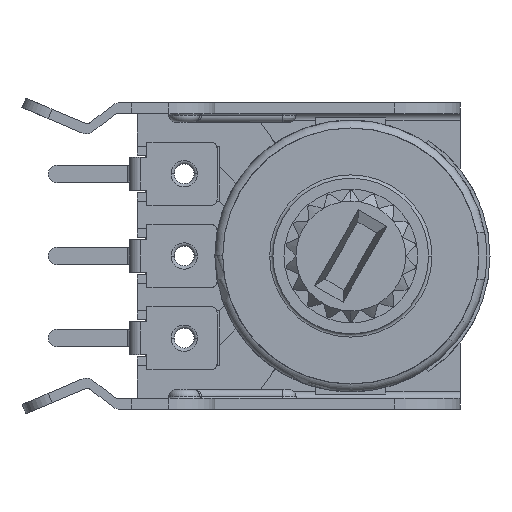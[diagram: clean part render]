
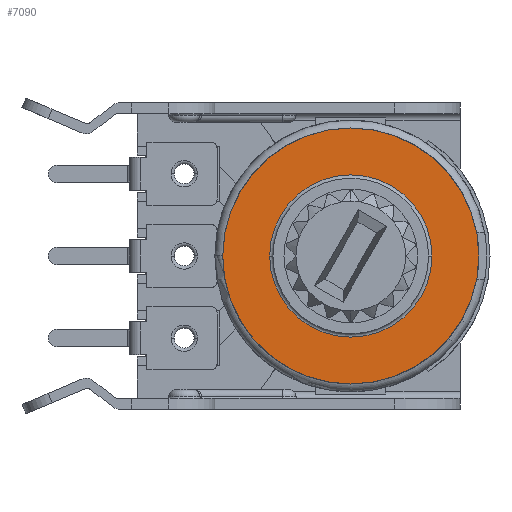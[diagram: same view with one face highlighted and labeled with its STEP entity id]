
A CAD part, front view. The second image highlights one B-rep face of the part: STEP entity #7090.
In plain terms, the highlighted planar face has unit normal (0, -1, 0).
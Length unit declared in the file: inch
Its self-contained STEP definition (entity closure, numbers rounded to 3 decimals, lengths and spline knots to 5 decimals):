
#249 = EDGE_CURVE ( 'NONE', #14094, #10939, #970, .T. ) ;
#328 = DIRECTION ( 'NONE',  ( 0., -1., 0. ) ) ;
#471 = CARTESIAN_POINT ( 'NONE',  ( -0.14567, 0., 0. ) ) ;
#685 = DIRECTION ( 'NONE',  ( 0., -1., 0. ) ) ;
#970 = CIRCLE ( 'NONE', #3251, 0.23 ) ;
#1089 = ORIENTED_EDGE ( 'NONE', *, *, #1662, .F. ) ;
#1662 = EDGE_CURVE ( 'NONE', #6804, #7118, #11145, .T. ) ;
#2842 = DIRECTION ( 'NONE',  ( 1., 0., 0. ) ) ;
#3251 = AXIS2_PLACEMENT_3D ( 'NONE', #10644, #685, #10580 ) ;
#3848 = AXIS2_PLACEMENT_3D ( 'NONE', #7877, #328, #9315 ) ;
#4765 = ORIENTED_EDGE ( 'NONE', *, *, #249, .T. ) ;
#4831 = EDGE_CURVE ( 'NONE', #7118, #6804, #16609, .T. ) ;
#5589 = PLANE ( 'NONE',  #11255 ) ;
#6804 = VERTEX_POINT ( 'NONE', #471 ) ;
#7090 = ADVANCED_FACE ( 'NONE', ( #9640, #12950 ), #5589, .F. ) ;
#7118 = VERTEX_POINT ( 'NONE', #8753 ) ;
#7151 = CARTESIAN_POINT ( 'NONE',  ( 0., 0., -0.23 ) ) ;
#7304 = AXIS2_PLACEMENT_3D ( 'NONE', #14415, #17147, #8670 ) ;
#7416 = CIRCLE ( 'NONE', #12785, 0.23 ) ;
#7855 = EDGE_CURVE ( 'NONE', #10939, #14094, #7416, .T. ) ;
#7877 = CARTESIAN_POINT ( 'NONE',  ( 0., 0., 0. ) ) ;
#8670 = DIRECTION ( 'NONE',  ( 1., 0., 0. ) ) ;
#8753 = CARTESIAN_POINT ( 'NONE',  ( 0.14567, 0., 0. ) ) ;
#9293 = ORIENTED_EDGE ( 'NONE', *, *, #4831, .F. ) ;
#9315 = DIRECTION ( 'NONE',  ( -1., 0., 0. ) ) ;
#9594 = DIRECTION ( 'NONE',  ( 0., 0., 1. ) ) ;
#9640 = FACE_OUTER_BOUND ( 'NONE', #17170, .T. ) ;
#9887 = CARTESIAN_POINT ( 'NONE',  ( 0., 0., 0. ) ) ;
#10580 = DIRECTION ( 'NONE',  ( 0., 0., -1. ) ) ;
#10644 = CARTESIAN_POINT ( 'NONE',  ( 0., 0., 0. ) ) ;
#10939 = VERTEX_POINT ( 'NONE', #13252 ) ;
#10948 = CARTESIAN_POINT ( 'NONE',  ( 0., 0., 0. ) ) ;
#11145 = CIRCLE ( 'NONE', #3848, 0.14567 ) ;
#11255 = AXIS2_PLACEMENT_3D ( 'NONE', #9887, #15328, #2842 ) ;
#12785 = AXIS2_PLACEMENT_3D ( 'NONE', #10948, #15294, #9594 ) ;
#12950 = FACE_BOUND ( 'NONE', #13085, .T. ) ;
#13085 = EDGE_LOOP ( 'NONE', ( #1089, #9293 ) ) ;
#13252 = CARTESIAN_POINT ( 'NONE',  ( 0., 0., 0.23 ) ) ;
#14094 = VERTEX_POINT ( 'NONE', #7151 ) ;
#14415 = CARTESIAN_POINT ( 'NONE',  ( 0., 0., 0. ) ) ;
#15294 = DIRECTION ( 'NONE',  ( 0., -1., 0. ) ) ;
#15328 = DIRECTION ( 'NONE',  ( 0., 1., 0. ) ) ;
#16609 = CIRCLE ( 'NONE', #7304, 0.14567 ) ;
#17108 = ORIENTED_EDGE ( 'NONE', *, *, #7855, .T. ) ;
#17147 = DIRECTION ( 'NONE',  ( 0., -1., 0. ) ) ;
#17170 = EDGE_LOOP ( 'NONE', ( #17108, #4765 ) ) ;
